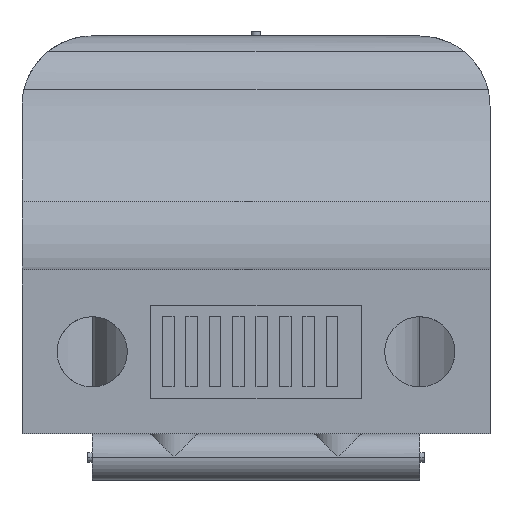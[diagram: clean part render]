
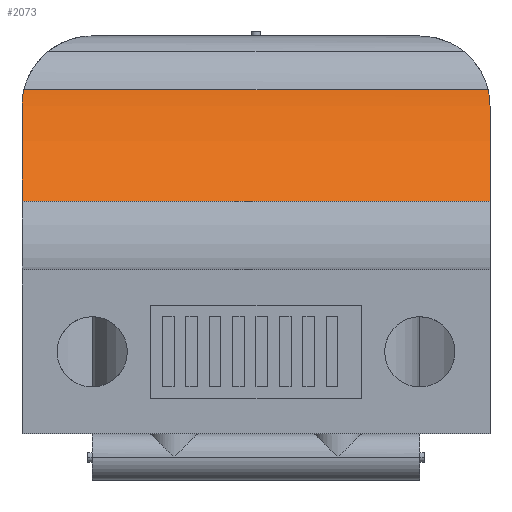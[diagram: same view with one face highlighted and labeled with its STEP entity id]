
A CAD part, front view. The second image highlights one B-rep face of the part: STEP entity #2073.
In plain terms, the highlighted cylindrical face has radius 254 mm (diameter 508 mm), a partial arc.
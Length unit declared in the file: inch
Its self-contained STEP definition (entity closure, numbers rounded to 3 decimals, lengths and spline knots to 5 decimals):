
#18 = AXIS2_PLACEMENT_3D ( 'NONE', #4037, #1354, #2619 ) ;
#72 = EDGE_LOOP ( 'NONE', ( #2729, #1050, #787, #666, #1250, #2236 ) ) ;
#83 = VECTOR ( 'NONE', #2405, 39.37008 ) ;
#102 = CARTESIAN_POINT ( 'NONE',  ( 0., 18.53939, 14. ) ) ;
#125 = CARTESIAN_POINT ( 'NONE',  ( 0., 18.61321, 14.23473 ) ) ;
#155 = CARTESIAN_POINT ( 'NONE',  ( 0., 16.07107, 9.92893 ) ) ;
#184 = EDGE_CURVE ( 'NONE', #509, #3800, #673, .T. ) ;
#222 = CARTESIAN_POINT ( 'NONE',  ( 20., 16.07107, 9.92893 ) ) ;
#419 = LINE ( 'NONE', #2779, #937 ) ;
#474 = CARTESIAN_POINT ( 'NONE',  ( 19.97233, 18.67678, 14.46754 ) ) ;
#509 = VERTEX_POINT ( 'NONE', #222 ) ;
#579 = B_SPLINE_CURVE_WITH_KNOTS ( 'NONE', 3,
 ( #102, #125, #1184, #2447 ),
 .UNSPECIFIED., .F., .F.,
 ( 4, 4 ),
 ( 0., 1. ),
 .UNSPECIFIED. ) ;
#666 = ORIENTED_EDGE ( 'NONE', *, *, #3241, .F. ) ;
#673 = LINE ( 'NONE', #1662, #83 ) ;
#787 = ORIENTED_EDGE ( 'NONE', *, *, #3124, .F. ) ;
#810 = B_SPLINE_CURVE_WITH_KNOTS ( 'NONE', 3,
 ( #3523, #474, #1849, #1511 ),
 .UNSPECIFIED., .F., .F.,
 ( 4, 4 ),
 ( 0., 1. ),
 .UNSPECIFIED. ) ;
#932 = DIRECTION ( 'NONE',  ( 0., 0.707, -0.707 ) ) ;
#937 = VECTOR ( 'NONE', #2456, 39.37008 ) ;
#1050 = ORIENTED_EDGE ( 'NONE', *, *, #3303, .T. ) ;
#1184 = CARTESIAN_POINT ( 'NONE',  ( 0.02767, 18.67678, 14.46754 ) ) ;
#1236 = EDGE_CURVE ( 'NONE', #2918, #3800, #3719, .T. ) ;
#1250 = ORIENTED_EDGE ( 'NONE', *, *, #4252, .F. ) ;
#1354 = DIRECTION ( 'NONE',  ( -1., 0., 0. ) ) ;
#1470 = CARTESIAN_POINT ( 'NONE',  ( 19.91903, 18.73009, 14.69231 ) ) ;
#1511 = CARTESIAN_POINT ( 'NONE',  ( 20., 18.53939, 14. ) ) ;
#1599 = CYLINDRICAL_SURFACE ( 'NONE', #3954, 10. ) ;
#1662 = CARTESIAN_POINT ( 'NONE',  ( 5., 16.07107, 9.92893 ) ) ;
#1849 = CARTESIAN_POINT ( 'NONE',  ( 20., 18.61321, 14.23473 ) ) ;
#1858 = VERTEX_POINT ( 'NONE', #2883 ) ;
#2007 = CARTESIAN_POINT ( 'NONE',  ( 0., 18.53939, 14. ) ) ;
#2040 = FACE_OUTER_BOUND ( 'NONE', #72, .T. ) ;
#2073 = ADVANCED_FACE ( 'NONE', ( #2040 ), #1599, .F. ) ;
#2175 = DIRECTION ( 'NONE',  ( 1., 0., 0. ) ) ;
#2236 = ORIENTED_EDGE ( 'NONE', *, *, #1236, .T. ) ;
#2334 = DIRECTION ( 'NONE',  ( -1., 0., 0. ) ) ;
#2405 = DIRECTION ( 'NONE',  ( -1., 0., 0. ) ) ;
#2447 = CARTESIAN_POINT ( 'NONE',  ( 0.08097, 18.73009, 14.69231 ) ) ;
#2456 = DIRECTION ( 'NONE',  ( 1., 0., 0. ) ) ;
#2499 = CARTESIAN_POINT ( 'NONE',  ( 20., 9., 17. ) ) ;
#2614 = CARTESIAN_POINT ( 'NONE',  ( 5., 9., 17. ) ) ;
#2619 = DIRECTION ( 'NONE',  ( 0., 0.707, -0.707 ) ) ;
#2702 = VERTEX_POINT ( 'NONE', #4051 ) ;
#2729 = ORIENTED_EDGE ( 'NONE', *, *, #184, .F. ) ;
#2779 = CARTESIAN_POINT ( 'NONE',  ( 5., 18.73009, 14.69231 ) ) ;
#2837 = AXIS2_PLACEMENT_3D ( 'NONE', #2499, #2175, #3459 ) ;
#2883 = CARTESIAN_POINT ( 'NONE',  ( 20., 18.53939, 14. ) ) ;
#2918 = VERTEX_POINT ( 'NONE', #2007 ) ;
#3124 = EDGE_CURVE ( 'NONE', #4228, #1858, #810, .T. ) ;
#3241 = EDGE_CURVE ( 'NONE', #2702, #4228, #419, .T. ) ;
#3303 = EDGE_CURVE ( 'NONE', #509, #1858, #3986, .T. ) ;
#3459 = DIRECTION ( 'NONE',  ( 0., 0.707, -0.707 ) ) ;
#3523 = CARTESIAN_POINT ( 'NONE',  ( 19.91903, 18.73009, 14.69231 ) ) ;
#3719 = CIRCLE ( 'NONE', #18, 10. ) ;
#3800 = VERTEX_POINT ( 'NONE', #155 ) ;
#3954 = AXIS2_PLACEMENT_3D ( 'NONE', #2614, #2334, #932 ) ;
#3986 = CIRCLE ( 'NONE', #2837, 10. ) ;
#4037 = CARTESIAN_POINT ( 'NONE',  ( 0., 9., 17. ) ) ;
#4051 = CARTESIAN_POINT ( 'NONE',  ( 0.08097, 18.73009, 14.69231 ) ) ;
#4228 = VERTEX_POINT ( 'NONE', #1470 ) ;
#4252 = EDGE_CURVE ( 'NONE', #2918, #2702, #579, .T. ) ;
